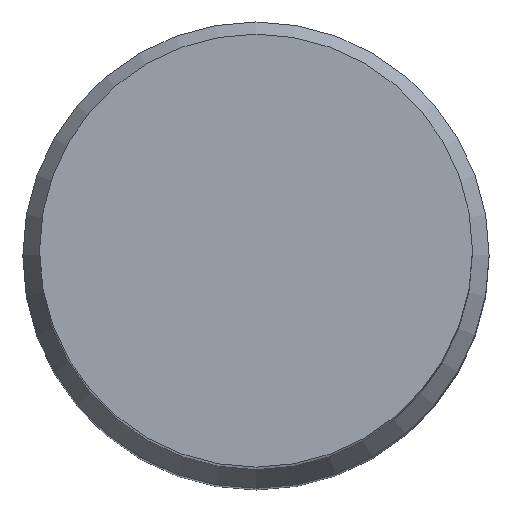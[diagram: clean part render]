
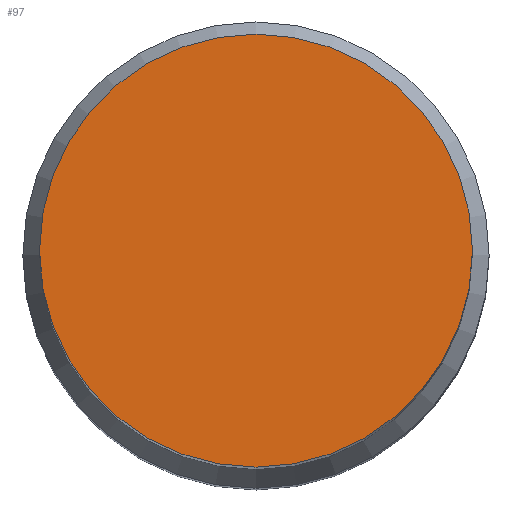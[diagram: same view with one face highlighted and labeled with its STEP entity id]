
A CAD part, top view. The second image highlights one B-rep face of the part: STEP entity #97.
In plain terms, the highlighted planar face has unit normal (0, 0, 1).
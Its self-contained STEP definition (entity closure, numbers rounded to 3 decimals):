
#97=ADVANCED_FACE('',(#112),#113,.F.);
#112=FACE_OUTER_BOUND('',#131,.T.);
#113=PLANE('',#132);
#131=EDGE_LOOP('',(#158));
#132=AXIS2_PLACEMENT_3D('',#159,#160,#161);
#158=ORIENTED_EDGE('',*,*,#177,.F.);
#159=CARTESIAN_POINT('',(0.0,-3.25,0.));
#160=DIRECTION('',(0.0,0.0,-1.0));
#161=DIRECTION('',(1.0,0.0,0.0));
#177=EDGE_CURVE('',#188,#188,#189,.T.);
#188=VERTEX_POINT('',#200);
#189=CIRCLE('',#201,6.5);
#200=CARTESIAN_POINT('',(6.5,0.0,0.0));
#201=AXIS2_PLACEMENT_3D('',#217,#218,#219);
#217=CARTESIAN_POINT('',(0.0,0.0,0.0));
#218=DIRECTION('',(0.0,0.0,-1.0));
#219=DIRECTION('',(1.0,0.0,0.0));
